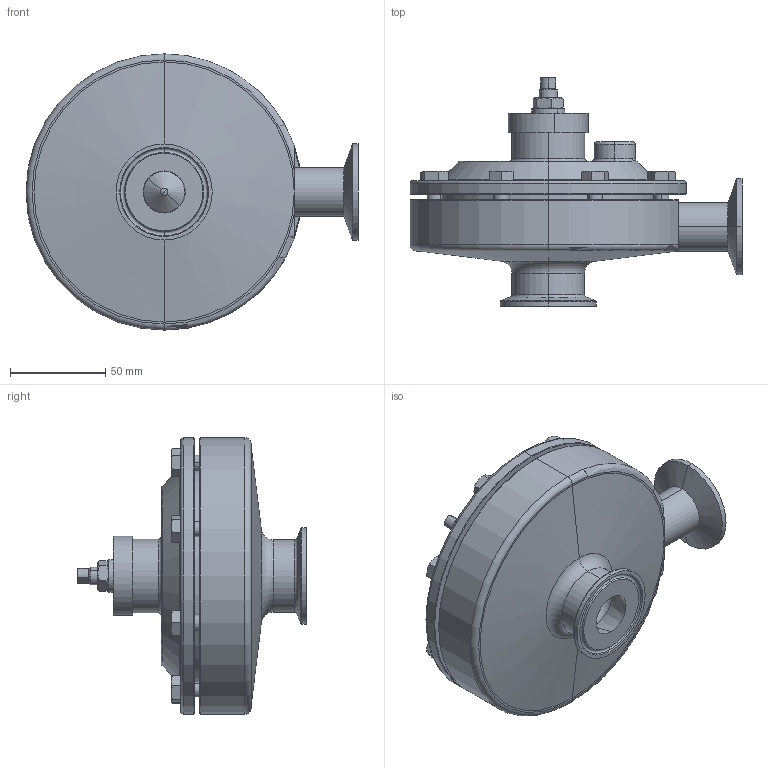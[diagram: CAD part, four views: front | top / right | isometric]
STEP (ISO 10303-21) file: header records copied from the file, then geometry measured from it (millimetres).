
FILE_DESCRIPTION (( 'STEP AP203' ), '1' );
FILE_NAME ('FB6CPM-100-6L.STEP', '2021-08-18T19:01:05', ( '' ), ( '' ), 'SwSTEP 2.0', 'SolidWorks 2018', '' );
FILE_SCHEMA (( 'CONFIG_CONTROL_DESIGN' ));
Length unit declared in the file: inch
Products named in the file (10): 35137; 93976_HJNUT 0.3750-24-D-N; 95643; FB6CPM-100-6L; 35696; 79461; 35139; 8478_031x100; 20432_comp; 34758
Assembly tree (16 placements, depth 2):
  FB6CPM-100-6L
    34758
    93976_HJNUT 0.3750-24-D-N
    95643
    20432_comp
    79461
    35137
    35139
    8478_031x100  x8
    35696
Bounding box: 173.99 x 119.8 x 144.78 mm (x, y, z)
Volume: 464196.2 mm3; surface area: 158422.5 mm2
Topology: 16 solids, 16 shells, 458 faces, 991 edges, 579 vertices
Faces by surface type: cone 163, cylinder 120, plane 118, torus 54, sphere 2, bspline 1
Entity records: 10505 total; most frequent: CARTESIAN_POINT 1881, DIRECTION 1756, ORIENTED_EDGE 1390, AXIS2_PLACEMENT_3D 764, EDGE_CURVE 695, CIRCLE 421, VERTEX_POINT 411, EDGE_LOOP 380
